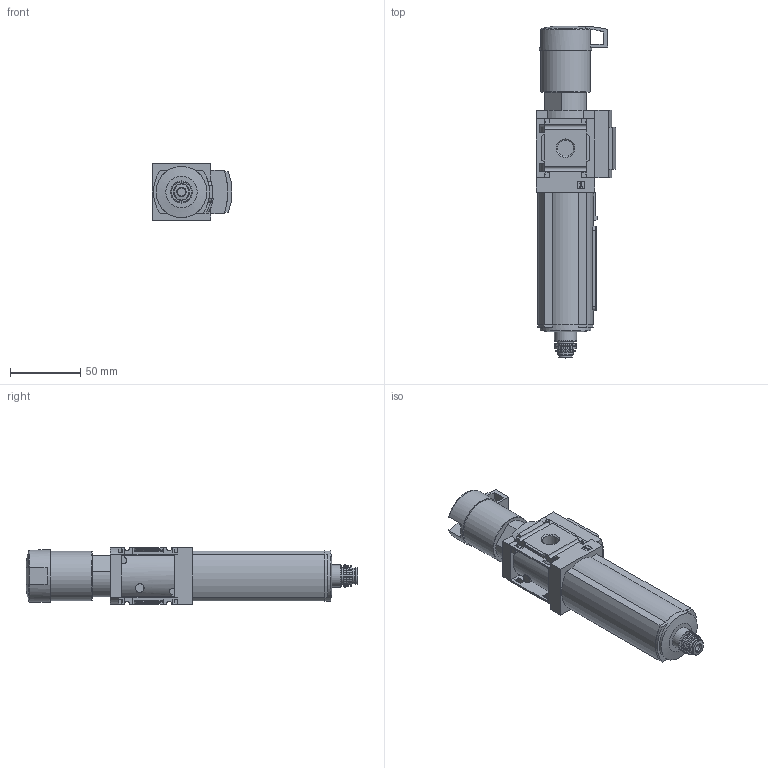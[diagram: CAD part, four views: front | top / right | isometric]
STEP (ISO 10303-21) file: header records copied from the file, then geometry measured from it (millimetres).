
FILE_DESCRIPTION(/* description */ ('STEP AP214'),/* implementation_level */ '2;1');
FILE_NAME(/* name */ '535722_MS4-LFR-1_4-D7-EUV-AS',/* time_stamp */ '2024-09-09T07:16:23+02:00',/* author */ ('License CC BY-ND 4.0'),/* organization */ ('CADENAS'),/* preprocessor_version */ 'ST-DEVELOPER v19.3',/* originating_system */ 'PARTsolutions',/* authorisation */ ' ');
FILE_SCHEMA (('AUTOMOTIVE_DESIGN {1 0 10303 214 3 1 1}'));
Length unit declared in the file: millimetre
Products named in the file (3): 535722 MS4-LFR-1/4-D7-EUV-AS; 526489 MS4-LFR-1/4-D7-E-U-V-AS-0D; 526489 MS4-LFR-V
Assembly tree (2 placements, depth 2):
  535722 MS4-LFR-1/4-D7-EUV-AS
    526489 MS4-LFR-1/4-D7-E-U-V-AS-0D
    526489 MS4-LFR-V
Bounding box: 57 x 237.01 x 40.2 mm (x, y, z)
Volume: 283145.5 mm3; surface area: 41035.9 mm2
Topology: 2 solids, 2 shells, 365 faces, 956 edges, 619 vertices
Faces by surface type: plane 234, cylinder 84, torus 25, cone 22
Full cylindrical faces by diameter (mm): 6 x1, 6.1 x1, 6.2 x2, 11 x1, 11.4 x1, 11.445 x2, 11.6 x1, 11.8 x1, 15.8 x1, 35.2 x1, 36.4 x1, 37.2 x1
Entity records: 13649 total; most frequent: CARTESIAN_POINT 2113, ORIENTED_EDGE 1826, DIRECTION 1814, EDGE_CURVE 913, LINE 642, VECTOR 642, VERTEX_POINT 615, AXIS2_PLACEMENT_3D 586
